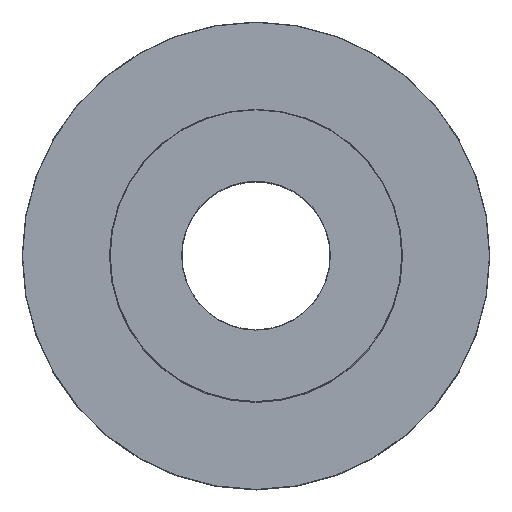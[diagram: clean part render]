
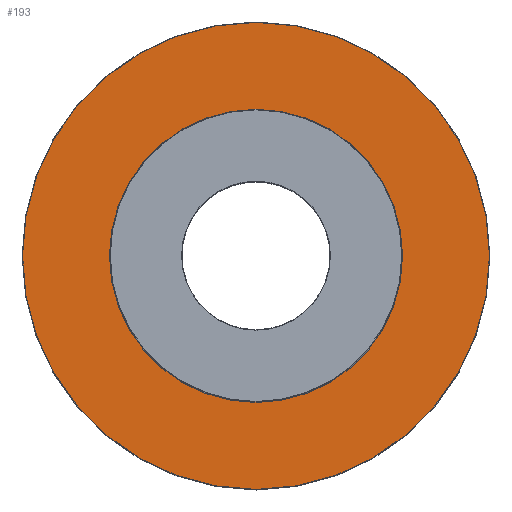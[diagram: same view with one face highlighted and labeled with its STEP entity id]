
A CAD part, top view. The second image highlights one B-rep face of the part: STEP entity #193.
In plain terms, the highlighted planar face has unit normal (0, 0, 1).
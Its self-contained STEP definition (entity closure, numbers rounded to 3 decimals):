
#17=FACE_BOUND('',#52,.T.);
#20=PLANE('',#243);
#37=FACE_OUTER_BOUND('',#51,.T.);
#51=EDGE_LOOP('',(#159));
#52=EDGE_LOOP('',(#160,#161));
#68=CIRCLE('',#235,3.76);
#72=CIRCLE('',#239,3.76);
#75=CIRCLE('',#244,5.99);
#90=VERTEX_POINT('',#359);
#91=VERTEX_POINT('',#360);
#96=VERTEX_POINT('',#375);
#111=EDGE_CURVE('',#90,#91,#68,.T.);
#115=EDGE_CURVE('',#91,#90,#72,.T.);
#119=EDGE_CURVE('',#96,#96,#75,.T.);
#159=ORIENTED_EDGE('',*,*,#119,.F.);
#160=ORIENTED_EDGE('',*,*,#111,.F.);
#161=ORIENTED_EDGE('',*,*,#115,.F.);
#193=ADVANCED_FACE('',(#37,#17),#20,.T.);
#235=AXIS2_PLACEMENT_3D('',#361,#291,#292);
#239=AXIS2_PLACEMENT_3D('',#367,#299,#300);
#243=AXIS2_PLACEMENT_3D('',#374,#308,#309);
#244=AXIS2_PLACEMENT_3D('',#376,#310,#311);
#291=DIRECTION('center_axis',(0.,0.,1.));
#292=DIRECTION('ref_axis',(-1.,0.,0.));
#299=DIRECTION('center_axis',(0.,0.,1.));
#300=DIRECTION('ref_axis',(-1.,0.,0.));
#308=DIRECTION('center_axis',(0.,0.,1.));
#309=DIRECTION('ref_axis',(1.,0.,0.));
#310=DIRECTION('center_axis',(0.,0.,-1.));
#311=DIRECTION('ref_axis',(-1.,0.,0.));
#359=CARTESIAN_POINT('',(3.76,0.,3.4));
#360=CARTESIAN_POINT('',(-3.76,0.,3.4));
#361=CARTESIAN_POINT('Origin',(0.,0.,3.4));
#367=CARTESIAN_POINT('Origin',(0.,0.,3.4));
#374=CARTESIAN_POINT('Origin',(0.,0.,
3.4));
#375=CARTESIAN_POINT('',(5.99,0.,3.4));
#376=CARTESIAN_POINT('Origin',(0.,0.,3.4));
